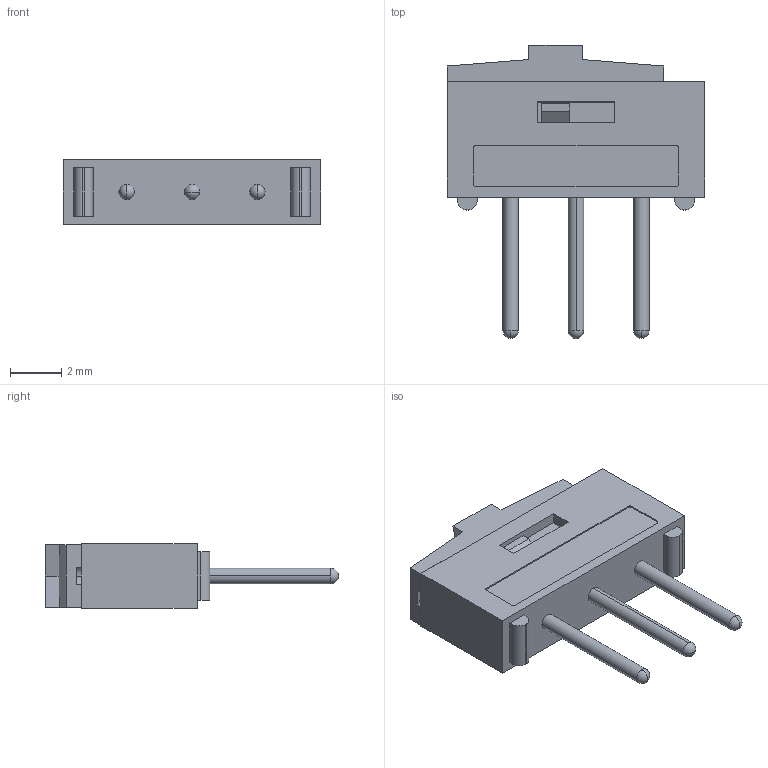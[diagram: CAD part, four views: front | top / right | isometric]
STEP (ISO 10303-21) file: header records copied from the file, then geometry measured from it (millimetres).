
FILE_DESCRIPTION (( 'STEP AP214' ), '1' );
FILE_NAME ('CUI_DEVICES_MSS-102559-14A-D.step', '2021-06-16T15:49:04', ( '' ), ( '' ), 'SwSTEP 2.0', 'SolidWorks 2021', '' );
FILE_SCHEMA (( 'AUTOMOTIVE_DESIGN' ));
Length unit declared in the file: millimetre
Products named in the file (1): CUI_DEVICES_MSS-102559-14A-D
Bounding box: 10 x 11.4 x 2.5 mm (x, y, z)
Volume: 116.7 mm3; surface area: 391.2 mm2
Topology: 5 solids, 5 shells, 192 faces, 494 edges, 323 vertices
Faces by surface type: plane 115, cylinder 57, torus 12, sphere 6, bspline 2
Entity records: 6844 total; most frequent: CARTESIAN_POINT 1140, DIRECTION 1008, ORIENTED_EDGE 976, EDGE_CURVE 488, AXIS2_PLACEMENT_3D 347, VERTEX_POINT 323, LINE 314, VECTOR 314
